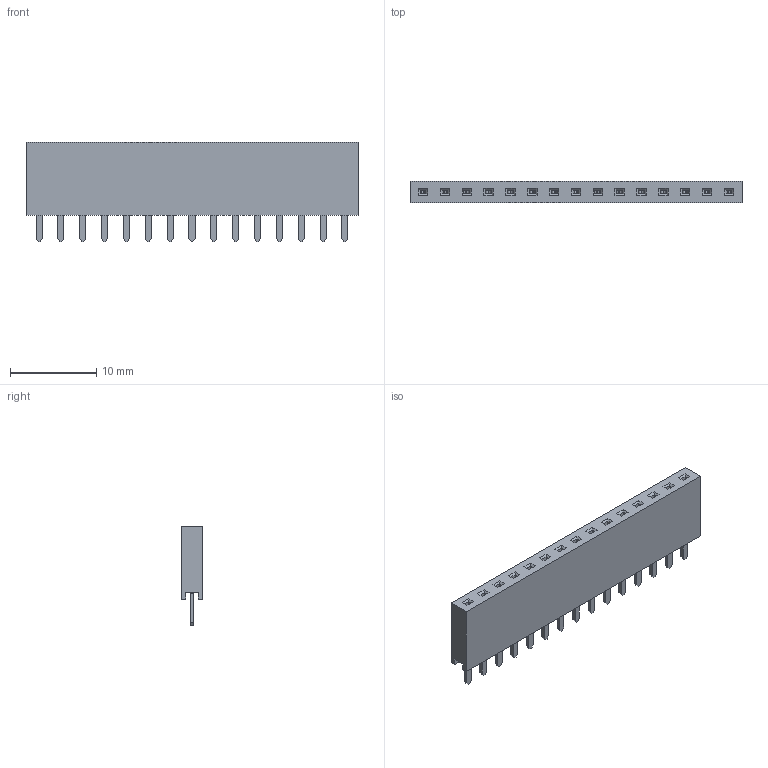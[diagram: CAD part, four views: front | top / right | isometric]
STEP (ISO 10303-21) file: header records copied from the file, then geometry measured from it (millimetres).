
FILE_DESCRIPTION(/* description */ (''),/* implementation_level */ '2;1');
FILE_NAME(/* name */ 'ULO-FH411-1_15SF11.step',/* time_stamp */ '2018-11-04T23:57:26+09:00',/* author */ ('atsushi.sasaki'),/* organization */ (''),/* preprocessor_version */ 'ST-DEVELOPER v17.2',/* originating_system */ 'Autodesk Translation Framework v7.6.0.251',/* authorisation */ '');
FILE_SCHEMA (('AUTOMOTIVE_DESIGN { 1 0 10303 214 3 1 1 }'));
Length unit declared in the file: millimetre
Products named in the file (3): ULO-FH411-1*15SF11; 6130xx11821_PIN; 61301611821
Assembly tree (16 placements, depth 2):
  ULO-FH411-1*15SF11
    6130xx11821_PIN  x15
    61301611821
Bounding box: 38.6 x 2.5 x 11.6 mm (x, y, z)
Volume: 745.3 mm3; surface area: 1953.2 mm2
Topology: 16 solids, 16 shells, 565 faces, 1539 edges, 1006 vertices
Faces by surface type: plane 505, cylinder 30, bspline 30
Entity records: 6985 total; most frequent: CARTESIAN_POINT 1211, ORIENTED_EDGE 1146, DIRECTION 1037, EDGE_CURVE 573, LINE 565, VECTOR 565, VERTEX_POINT 362, EDGE_LOOP 245
